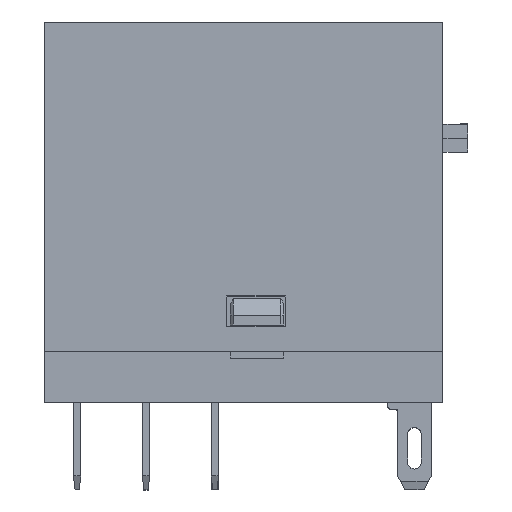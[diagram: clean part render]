
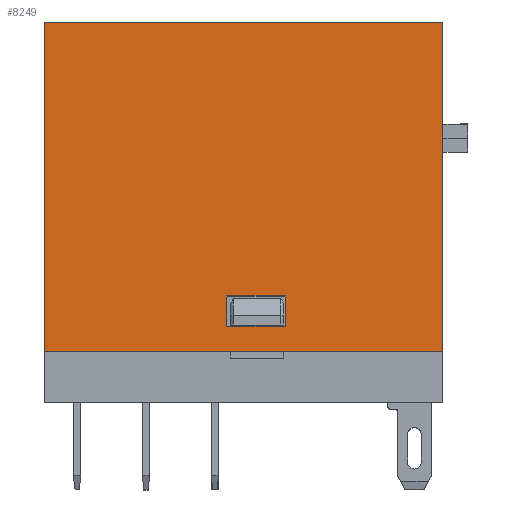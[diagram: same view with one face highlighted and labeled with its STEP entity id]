
A CAD part, top view. The second image highlights one B-rep face of the part: STEP entity #8249.
In plain terms, the highlighted planar face has unit normal (0, 0, 1).
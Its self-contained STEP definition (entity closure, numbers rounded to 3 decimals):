
#2296 = DIRECTION ( 'NONE',  ( -1., 0., 0. ) ) ;
#2585 = LINE ( 'NONE', #56292, #24418 ) ;
#3033 = DIRECTION ( 'NONE',  ( 0., -1., 0. ) ) ;
#4979 = EDGE_CURVE ( 'NONE', #23776, #12190, #51956, .T. ) ;
#5421 = LINE ( 'NONE', #55906, #51927 ) ;
#5701 = EDGE_CURVE ( 'NONE', #37026, #56600, #7430, .T. ) ;
#6145 = LINE ( 'NONE', #50579, #36892 ) ;
#7430 = LINE ( 'NONE', #13381, #40897 ) ;
#8249 = ADVANCED_FACE ( 'NONE', ( #32145, #55462 ), #10893, .F. ) ;
#9567 = VERTEX_POINT ( 'NONE', #19594 ) ;
#9634 = EDGE_CURVE ( 'NONE', #22669, #37026, #6145, .T. ) ;
#10893 = PLANE ( 'NONE',  #42768 ) ;
#10931 = LINE ( 'NONE', #37990, #21154 ) ;
#11793 = EDGE_CURVE ( 'NONE', #9567, #56600, #27067, .T. ) ;
#12190 = VERTEX_POINT ( 'NONE', #52634 ) ;
#12821 = CARTESIAN_POINT ( 'NONE',  ( -1.2, 4., 6.3 ) ) ;
#13381 = CARTESIAN_POINT ( 'NONE',  ( 14.4, 23.8, 6.3 ) ) ;
#14907 = EDGE_CURVE ( 'NONE', #19935, #23776, #5421, .T. ) ;
#15424 = VECTOR ( 'NONE', #19012, 1000. ) ;
#16660 = VECTOR ( 'NONE', #30214, 1000. ) ;
#18561 = ORIENTED_EDGE ( 'NONE', *, *, #28113, .F. ) ;
#19012 = DIRECTION ( 'NONE',  ( 1., 0., 0. ) ) ;
#19594 = CARTESIAN_POINT ( 'NONE',  ( -14.4, 0., 6.3 ) ) ;
#19935 = VERTEX_POINT ( 'NONE', #22844 ) ;
#19964 = DIRECTION ( 'NONE',  ( 1., 0., 0. ) ) ;
#20879 = DIRECTION ( 'NONE',  ( 0., -1., 0. ) ) ;
#21154 = VECTOR ( 'NONE', #3033, 1000. ) ;
#21496 = DIRECTION ( 'NONE',  ( 0., 1., 0. ) ) ;
#21782 = EDGE_LOOP ( 'NONE', ( #18561, #49595, #24506, #28496 ) ) ;
#22180 = ORIENTED_EDGE ( 'NONE', *, *, #5701, .F. ) ;
#22247 = EDGE_LOOP ( 'NONE', ( #29747, #22180, #22967, #51812 ) ) ;
#22560 = VERTEX_POINT ( 'NONE', #30330 ) ;
#22669 = VERTEX_POINT ( 'NONE', #39733 ) ;
#22844 = CARTESIAN_POINT ( 'NONE',  ( -1.2, 4., 6.3 ) ) ;
#22967 = ORIENTED_EDGE ( 'NONE', *, *, #9634, .F. ) ;
#23776 = VERTEX_POINT ( 'NONE', #28660 ) ;
#24418 = VECTOR ( 'NONE', #21496, 1000. ) ;
#24506 = ORIENTED_EDGE ( 'NONE', *, *, #4979, .F. ) ;
#27067 = LINE ( 'NONE', #53821, #15424 ) ;
#27310 = VECTOR ( 'NONE', #34355, 1000. ) ;
#28113 = EDGE_CURVE ( 'NONE', #22560, #19935, #29651, .T. ) ;
#28410 = DIRECTION ( 'NONE',  ( 0., 0., -1. ) ) ;
#28496 = ORIENTED_EDGE ( 'NONE', *, *, #14907, .F. ) ;
#28660 = CARTESIAN_POINT ( 'NONE',  ( -1.2, 1.8, 6.3 ) ) ;
#29651 = LINE ( 'NONE', #12821, #16660 ) ;
#29747 = ORIENTED_EDGE ( 'NONE', *, *, #11793, .T. ) ;
#29988 = CARTESIAN_POINT ( 'NONE',  ( -1.2, 1.8, 6.3 ) ) ;
#30214 = DIRECTION ( 'NONE',  ( -1., 0., 0. ) ) ;
#30330 = CARTESIAN_POINT ( 'NONE',  ( 3., 4., 6.3 ) ) ;
#32145 = FACE_BOUND ( 'NONE', #21782, .T. ) ;
#33022 = EDGE_CURVE ( 'NONE', #12190, #22560, #2585, .T. ) ;
#34355 = DIRECTION ( 'NONE',  ( 1., 0., 0. ) ) ;
#36554 = CARTESIAN_POINT ( 'NONE',  ( 14.4, 0., 6.3 ) ) ;
#36892 = VECTOR ( 'NONE', #19964, 1000. ) ;
#37026 = VERTEX_POINT ( 'NONE', #46155 ) ;
#37990 = CARTESIAN_POINT ( 'NONE',  ( -14.4, 23.8, 6.3 ) ) ;
#39733 = CARTESIAN_POINT ( 'NONE',  ( -14.4, 23.8, 6.3 ) ) ;
#40897 = VECTOR ( 'NONE', #48200, 1000. ) ;
#42768 = AXIS2_PLACEMENT_3D ( 'NONE', #50245, #28410, #2296 ) ;
#46155 = CARTESIAN_POINT ( 'NONE',  ( 14.4, 23.8, 6.3 ) ) ;
#48200 = DIRECTION ( 'NONE',  ( 0., -1., 0. ) ) ;
#49595 = ORIENTED_EDGE ( 'NONE', *, *, #33022, .F. ) ;
#50245 = CARTESIAN_POINT ( 'NONE',  ( -14.4, 23.8, 6.3 ) ) ;
#50579 = CARTESIAN_POINT ( 'NONE',  ( -14.4, 23.8, 6.3 ) ) ;
#51812 = ORIENTED_EDGE ( 'NONE', *, *, #54308, .T. ) ;
#51927 = VECTOR ( 'NONE', #20879, 1000. ) ;
#51956 = LINE ( 'NONE', #29988, #27310 ) ;
#52634 = CARTESIAN_POINT ( 'NONE',  ( 3., 1.8, 6.3 ) ) ;
#53821 = CARTESIAN_POINT ( 'NONE',  ( -14.4, 0., 6.3 ) ) ;
#54308 = EDGE_CURVE ( 'NONE', #22669, #9567, #10931, .T. ) ;
#55462 = FACE_OUTER_BOUND ( 'NONE', #22247, .T. ) ;
#55906 = CARTESIAN_POINT ( 'NONE',  ( -1.2, 1.8, 6.3 ) ) ;
#56292 = CARTESIAN_POINT ( 'NONE',  ( 3., 1.8, 6.3 ) ) ;
#56600 = VERTEX_POINT ( 'NONE', #36554 ) ;
